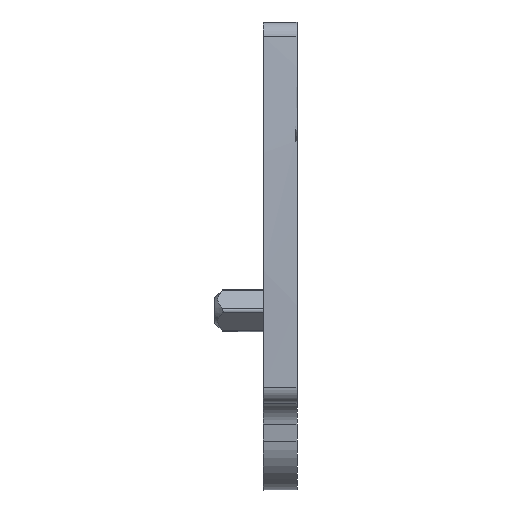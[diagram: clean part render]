
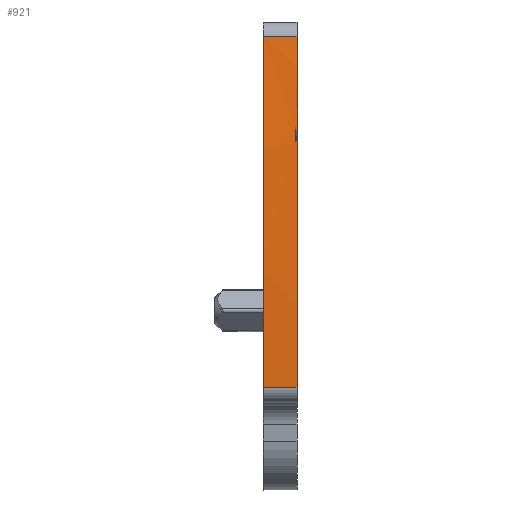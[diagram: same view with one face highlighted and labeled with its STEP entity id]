
A CAD part, front view. The second image highlights one B-rep face of the part: STEP entity #921.
In plain terms, the highlighted cylindrical face has radius 154.9 mm (diameter 309.8 mm), a partial arc.
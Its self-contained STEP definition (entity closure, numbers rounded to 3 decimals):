
#541=AXIS2_PLACEMENT_3D('Circle Axis2P3D',#539,#540,$) ;
#869=AXIS2_PLACEMENT_3D('Cylinder Axis2P3D',#866,#867,#868) ;
#882=AXIS2_PLACEMENT_3D('Circle Axis2P3D',#880,#881,$) ;
#894=AXIS2_PLACEMENT_3D('Circle Axis2P3D',#892,#893,$) ;
#908=AXIS2_PLACEMENT_3D('Circle Axis2P3D',#906,#907,$) ;
#536=CARTESIAN_POINT('Vertex',(3.,0.042,6.377)) ;
#539=CARTESIAN_POINT('Axis2P3D Location',(3.,154.9,10.)) ;
#543=CARTESIAN_POINT('Vertex',(3.,1.075,28.218)) ;
#846=CARTESIAN_POINT('Line Origine',(4.05,1.075,28.218)) ;
#850=CARTESIAN_POINT('Vertex',(5.1,1.075,28.218)) ;
#866=CARTESIAN_POINT('Axis2P3D Location',(4.05,154.9,10.)) ;
#871=CARTESIAN_POINT('Line Origine',(4.05,0.497,22.4)) ;
#875=CARTESIAN_POINT('Vertex',(5.1,0.497,22.4)) ;
#877=CARTESIAN_POINT('Vertex',(5.,0.497,22.4)) ;
#880=CARTESIAN_POINT('Axis2P3D Location',(5.1,154.9,10.)) ;
#885=CARTESIAN_POINT('Line Origine',(4.05,0.042,6.377)) ;
#889=CARTESIAN_POINT('Vertex',(5.1,0.042,6.377)) ;
#892=CARTESIAN_POINT('Axis2P3D Location',(5.1,154.9,10.)) ;
#896=CARTESIAN_POINT('Vertex',(5.1,0.442,21.7)) ;
#899=CARTESIAN_POINT('Line Origine',(4.05,0.442,21.7)) ;
#903=CARTESIAN_POINT('Vertex',(5.,0.442,21.7)) ;
#906=CARTESIAN_POINT('Axis2P3D Location',(5.,154.9,10.)) ;
#540=DIRECTION('Axis2P3D Direction',(1.,0.,0.)) ;
#847=DIRECTION('Vector Direction',(1.,0.,0.)) ;
#867=DIRECTION('Axis2P3D Direction',(1.,0.,0.)) ;
#868=DIRECTION('Axis2P3D XDirection',(0.,-0.993,0.118)) ;
#872=DIRECTION('Vector Direction',(1.,0.,0.)) ;
#881=DIRECTION('Axis2P3D Direction',(1.,0.,0.)) ;
#886=DIRECTION('Vector Direction',(1.,0.,0.)) ;
#893=DIRECTION('Axis2P3D Direction',(1.,0.,0.)) ;
#900=DIRECTION('Vector Direction',(1.,0.,0.)) ;
#907=DIRECTION('Axis2P3D Direction',(1.,0.,0.)) ;
#848=VECTOR('Line Direction',#847,1.) ;
#873=VECTOR('Line Direction',#872,1.) ;
#887=VECTOR('Line Direction',#886,1.) ;
#901=VECTOR('Line Direction',#900,1.) ;
#912=ORIENTED_EDGE('',*,*,#879,.F.) ;
#913=ORIENTED_EDGE('',*,*,#884,.F.) ;
#914=ORIENTED_EDGE('',*,*,#852,.F.) ;
#915=ORIENTED_EDGE('',*,*,#545,.T.) ;
#916=ORIENTED_EDGE('',*,*,#891,.T.) ;
#917=ORIENTED_EDGE('',*,*,#898,.F.) ;
#918=ORIENTED_EDGE('',*,*,#905,.T.) ;
#919=ORIENTED_EDGE('',*,*,#910,.F.) ;
#921=ADVANCED_FACE('AEP',(#920),#870,.T.) ;
#542=CIRCLE('generated circle',#541,154.9) ;
#883=CIRCLE('generated circle',#882,154.9) ;
#895=CIRCLE('generated circle',#894,154.9) ;
#909=CIRCLE('generated circle',#908,154.9) ;
#870=CYLINDRICAL_SURFACE('generated cylinder',#869,154.9) ;
#545=EDGE_CURVE('',#544,#537,#542,.T.) ;
#852=EDGE_CURVE('',#544,#851,#849,.T.) ;
#879=EDGE_CURVE('',#876,#878,#874,.F.) ;
#884=EDGE_CURVE('',#851,#876,#883,.T.) ;
#891=EDGE_CURVE('',#537,#890,#888,.T.) ;
#898=EDGE_CURVE('',#897,#890,#895,.T.) ;
#905=EDGE_CURVE('',#897,#904,#902,.F.) ;
#910=EDGE_CURVE('',#878,#904,#909,.T.) ;
#911=EDGE_LOOP('',(#912,#913,#914,#915,#916,#917,#918,#919)) ;
#920=FACE_OUTER_BOUND('',#911,.T.) ;
#849=LINE('Line',#846,#848) ;
#874=LINE('Line',#871,#873) ;
#888=LINE('Line',#885,#887) ;
#902=LINE('Line',#899,#901) ;
#537=VERTEX_POINT('',#536) ;
#544=VERTEX_POINT('',#543) ;
#851=VERTEX_POINT('',#850) ;
#876=VERTEX_POINT('',#875) ;
#878=VERTEX_POINT('',#877) ;
#890=VERTEX_POINT('',#889) ;
#897=VERTEX_POINT('',#896) ;
#904=VERTEX_POINT('',#903) ;
